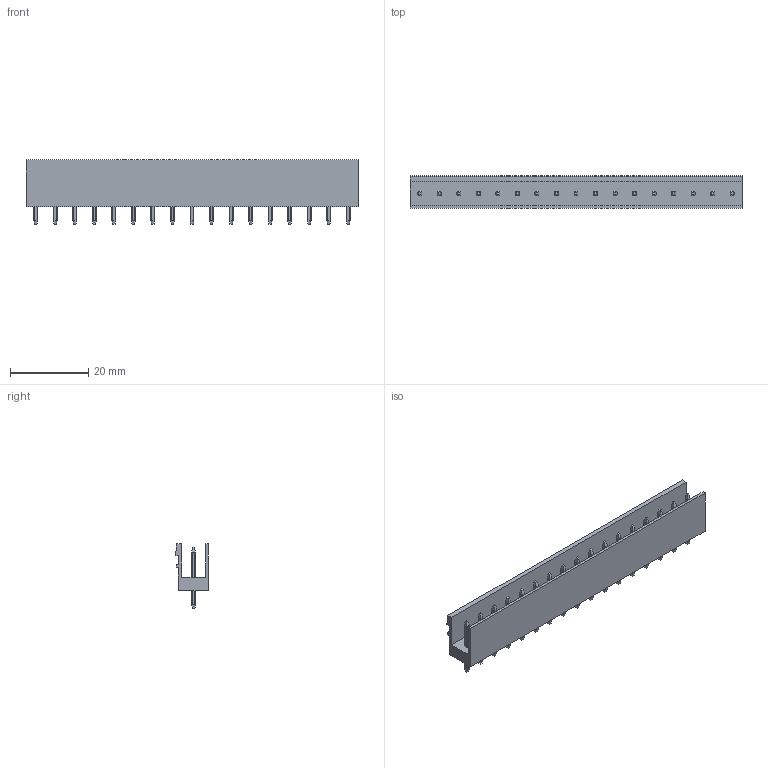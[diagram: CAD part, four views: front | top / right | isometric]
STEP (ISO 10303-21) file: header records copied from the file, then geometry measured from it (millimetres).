
FILE_DESCRIPTION(('CATIA V5 STEP Exchange','CAx-IF Rec.Pracs.--- Model Styling and Organization---1.4--- 2014-01-23'),'2;1');
FILE_NAME ('D1487401_0_1626540000_1626540000.stp','2021-05-17T13:39:07+00:00',('none'),('Weidmueller'),'CATIA Version 5-6 Release 2016 SP3 HF44','CATIA V5 STEP AP214','none');
FILE_SCHEMA(('AUTOMOTIVE_DESIGN { 1 0 10303 214 1 1 1 1 }'));
Length unit declared in the file: millimetre
Products named in the file (1): 1626540000
Bounding box: 85 x 8.43 x 16.5 mm (x, y, z)
Volume: 3762.8 mm3; surface area: 6207.1 mm2
Topology: 18 solids, 18 shells, 461 faces, 1377 edges, 952 vertices
Faces by surface type: plane 323, cylinder 138
Entity records: 16042 total; most frequent: CARTESIAN_POINT 3788, ORIENTED_EDGE 2754, DIRECTION 1891, EDGE_CURVE 1377, VECTOR 965, LINE 965, VERTEX_POINT 952, AXIS2_PLACEMENT_3D 533
